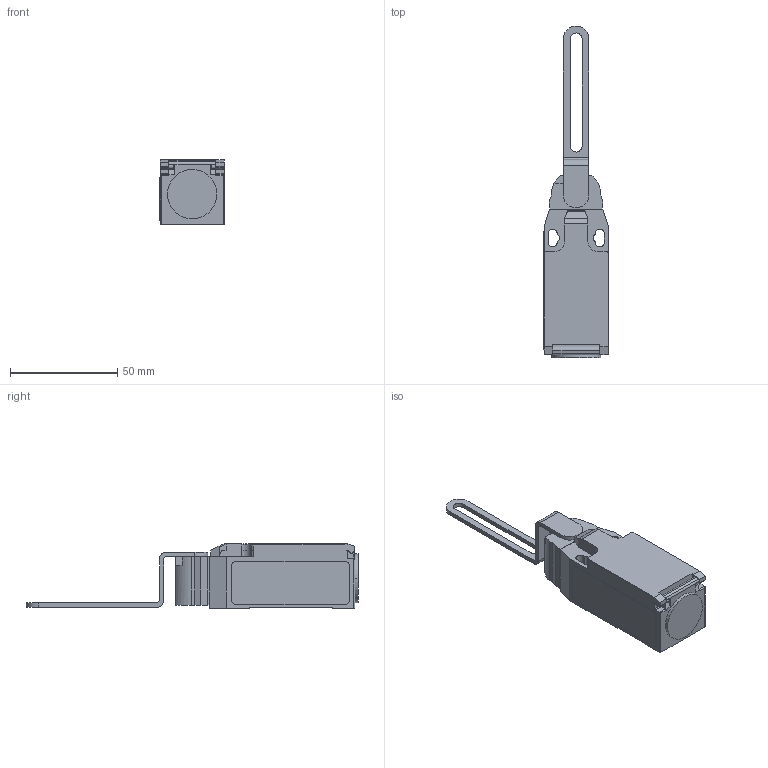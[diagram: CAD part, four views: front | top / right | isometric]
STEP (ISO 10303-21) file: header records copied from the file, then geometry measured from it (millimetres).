
FILE_DESCRIPTION((''),'2;1');
FILE_NAME('3d_KBQ1L02.stp','2012-10-03T08:09:19',(''),(''),'Mechanical Desktop 2011','Mechanical Desktop 2011',', , ');
FILE_SCHEMA(('CONFIG_CONTROL_DESIGN'));
Length unit declared in the file: millimetre
Products named in the file (1): Product
Bounding box: 30.2 x 154.97 x 30 mm (x, y, z)
Volume: 66012.8 mm3; surface area: 16228.1 mm2
Topology: 3 solids, 3 shells, 159 faces, 498 edges, 371 vertices
Faces by surface type: plane 108, cylinder 48, bspline 3
Entity records: 5610 total; most frequent: CARTESIAN_POINT 1039, ORIENTED_EDGE 938, DIRECTION 917, EDGE_CURVE 469, VECTOR 393, LINE 393, VERTEX_POINT 316, AXIS2_PLACEMENT_3D 262
